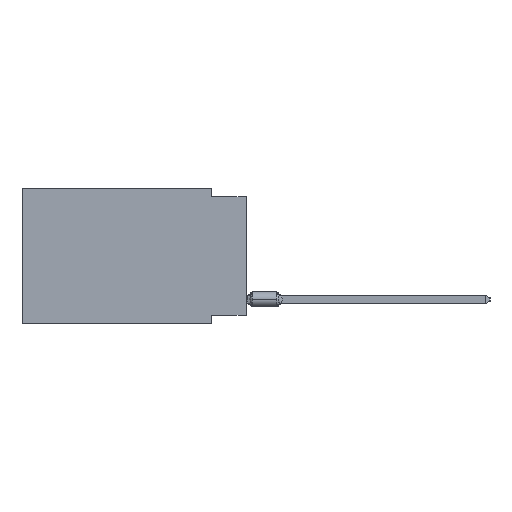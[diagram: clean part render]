
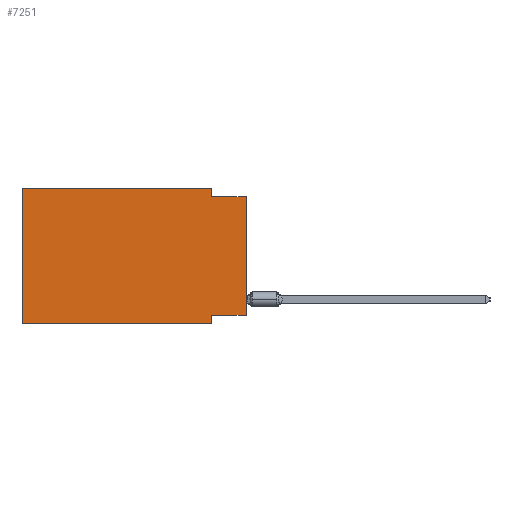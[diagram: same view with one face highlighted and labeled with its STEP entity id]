
A CAD part, left-side view. The second image highlights one B-rep face of the part: STEP entity #7251.
In plain terms, the highlighted planar face has unit normal (-1, 0, 0).
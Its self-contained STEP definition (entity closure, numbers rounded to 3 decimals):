
#607 = VERTEX_POINT ( 'NONE', #35975 ) ;
#667 = CARTESIAN_POINT ( 'NONE',  ( 0., 2.54, -0.635 ) ) ;
#1084 = EDGE_CURVE ( 'NONE', #53979, #49349, #50584, .T. ) ;
#3918 = DIRECTION ( 'NONE',  ( 0., 1., 0. ) ) ;
#4225 = AXIS2_PLACEMENT_3D ( 'NONE', #48790, #34722, #52510 ) ;
#5588 = ORIENTED_EDGE ( 'NONE', *, *, #26263, .F. ) ;
#6802 = ORIENTED_EDGE ( 'NONE', *, *, #15899, .T. ) ;
#7251 = ADVANCED_FACE ( 'NONE', ( #20002 ), #39010, .F. ) ;
#7503 = CARTESIAN_POINT ( 'NONE',  ( 0., 0., 0. ) ) ;
#7576 = LINE ( 'NONE', #27220, #56397 ) ;
#8285 = LINE ( 'NONE', #12576, #31049 ) ;
#9328 = CARTESIAN_POINT ( 'NONE',  ( 0., 2.54, -9.906 ) ) ;
#9758 = CARTESIAN_POINT ( 'NONE',  ( 0., 16.383, -9.906 ) ) ;
#9858 = CARTESIAN_POINT ( 'NONE',  ( 0., 2.54, 0. ) ) ;
#12576 = CARTESIAN_POINT ( 'NONE',  ( 0., 2.54, -9.906 ) ) ;
#12963 = VECTOR ( 'NONE', #34904, 1000. ) ;
#13722 = ORIENTED_EDGE ( 'NONE', *, *, #19898, .F. ) ;
#13854 = LINE ( 'NONE', #9858, #58959 ) ;
#14143 = EDGE_LOOP ( 'NONE', ( #31281, #13722, #51989, #31369, #5588, #6802, #59859, #32780 ) ) ;
#14815 = DIRECTION ( 'NONE',  ( 0., 0., 1. ) ) ;
#15899 = EDGE_CURVE ( 'NONE', #45814, #31268, #37709, .T. ) ;
#16674 = VERTEX_POINT ( 'NONE', #17022 ) ;
#17022 = CARTESIAN_POINT ( 'NONE',  ( 0., 0., -0.635 ) ) ;
#18883 = VERTEX_POINT ( 'NONE', #667 ) ;
#19898 = EDGE_CURVE ( 'NONE', #18883, #16674, #43788, .T. ) ;
#20002 = FACE_OUTER_BOUND ( 'NONE', #14143, .T. ) ;
#21023 = DIRECTION ( 'NONE',  ( 0., 0., 1. ) ) ;
#24691 = VERTEX_POINT ( 'NONE', #29849 ) ;
#24734 = LINE ( 'NONE', #7503, #60123 ) ;
#24797 = CARTESIAN_POINT ( 'NONE',  ( 0., 0., -0.635 ) ) ;
#26263 = EDGE_CURVE ( 'NONE', #45814, #24691, #37235, .T. ) ;
#26892 = EDGE_CURVE ( 'NONE', #49349, #31268, #8285, .T. ) ;
#27220 = CARTESIAN_POINT ( 'NONE',  ( 0., 16.383, 0. ) ) ;
#28029 = CARTESIAN_POINT ( 'NONE',  ( 0., 16.383, 0. ) ) ;
#29478 = VECTOR ( 'NONE', #51478, 1000. ) ;
#29849 = CARTESIAN_POINT ( 'NONE',  ( 0., 16.383, 0. ) ) ;
#31049 = VECTOR ( 'NONE', #50611, 1000. ) ;
#31268 = VERTEX_POINT ( 'NONE', #9328 ) ;
#31281 = ORIENTED_EDGE ( 'NONE', *, *, #50693, .T. ) ;
#31369 = ORIENTED_EDGE ( 'NONE', *, *, #53729, .F. ) ;
#32780 = ORIENTED_EDGE ( 'NONE', *, *, #1084, .F. ) ;
#34722 = DIRECTION ( 'NONE',  ( 1., 0., 0. ) ) ;
#34904 = DIRECTION ( 'NONE',  ( 0., -1., 0. ) ) ;
#35202 = EDGE_CURVE ( 'NONE', #607, #18883, #13854, .T. ) ;
#35975 = CARTESIAN_POINT ( 'NONE',  ( 0., 2.54, 0. ) ) ;
#37235 = LINE ( 'NONE', #28029, #45641 ) ;
#37709 = LINE ( 'NONE', #9758, #29478 ) ;
#39010 = PLANE ( 'NONE',  #4225 ) ;
#40653 = VECTOR ( 'NONE', #3918, 1000. ) ;
#40701 = CARTESIAN_POINT ( 'NONE',  ( 0., 2.54, -9.271 ) ) ;
#43788 = LINE ( 'NONE', #24797, #12963 ) ;
#45641 = VECTOR ( 'NONE', #14815, 1000. ) ;
#45814 = VERTEX_POINT ( 'NONE', #54607 ) ;
#46287 = CARTESIAN_POINT ( 'NONE',  ( 0., 0., -9.271 ) ) ;
#48623 = CARTESIAN_POINT ( 'NONE',  ( 0., 0., -9.271 ) ) ;
#48790 = CARTESIAN_POINT ( 'NONE',  ( 0., 16.383, 0. ) ) ;
#49349 = VERTEX_POINT ( 'NONE', #40701 ) ;
#50584 = LINE ( 'NONE', #46287, #40653 ) ;
#50611 = DIRECTION ( 'NONE',  ( 0., 0., -1. ) ) ;
#50693 = EDGE_CURVE ( 'NONE', #53979, #16674, #24734, .T. ) ;
#51478 = DIRECTION ( 'NONE',  ( 0., -1., 0. ) ) ;
#51989 = ORIENTED_EDGE ( 'NONE', *, *, #35202, .F. ) ;
#52510 = DIRECTION ( 'NONE',  ( 0., 0., -1. ) ) ;
#53729 = EDGE_CURVE ( 'NONE', #24691, #607, #7576, .T. ) ;
#53979 = VERTEX_POINT ( 'NONE', #48623 ) ;
#54607 = CARTESIAN_POINT ( 'NONE',  ( 0., 16.383, -9.906 ) ) ;
#55876 = DIRECTION ( 'NONE',  ( 0., 0., -1. ) ) ;
#56397 = VECTOR ( 'NONE', #60045, 1000. ) ;
#58959 = VECTOR ( 'NONE', #55876, 1000. ) ;
#59859 = ORIENTED_EDGE ( 'NONE', *, *, #26892, .F. ) ;
#60045 = DIRECTION ( 'NONE',  ( 0., -1., 0. ) ) ;
#60123 = VECTOR ( 'NONE', #21023, 1000. ) ;
